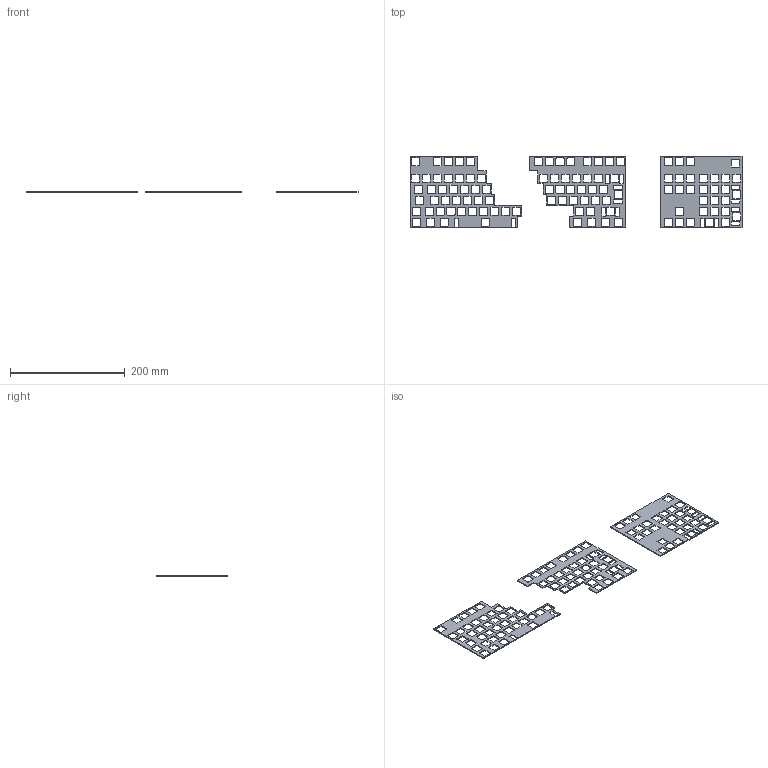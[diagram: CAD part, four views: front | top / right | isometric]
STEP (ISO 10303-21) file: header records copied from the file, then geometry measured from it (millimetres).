
FILE_DESCRIPTION(/* description */ (''),/* implementation_level */ '2;1');
FILE_NAME(/* name */ 'FreeBoard V2 Plate SPLIT.step',/* time_stamp */ '2025-07-12T23:49:00+01:00',/* author */ (''),/* organization */ (''),/* preprocessor_version */ 'ST-DEVELOPER v20.1',/* originating_system */ 'Autodesk Translation Framework v14.10.0.0',/* authorisation */ '');
FILE_SCHEMA (('AUTOMOTIVE_DESIGN { 1 0 10303 214 3 1 1 }'));
Length unit declared in the file: millimetre
Products named in the file (1): 2025-07-12-20-18-00-600
Bounding box: 578.62 x 123.83 x 1.55 mm (x, y, z)
Volume: 47824.1 mm3; surface area: 74446.5 mm2
Topology: 3 solids, 3 shells, 998 faces, 2976 edges, 1984 vertices
Faces by surface type: plane 518, cylinder 480
Entity records: 34278 total; most frequent: CARTESIAN_POINT 5959, ORIENTED_EDGE 5952, DIRECTION 5934, EDGE_CURVE 2976, LINE 2016, VECTOR 2016, VERTEX_POINT 1984, AXIS2_PLACEMENT_3D 1959
